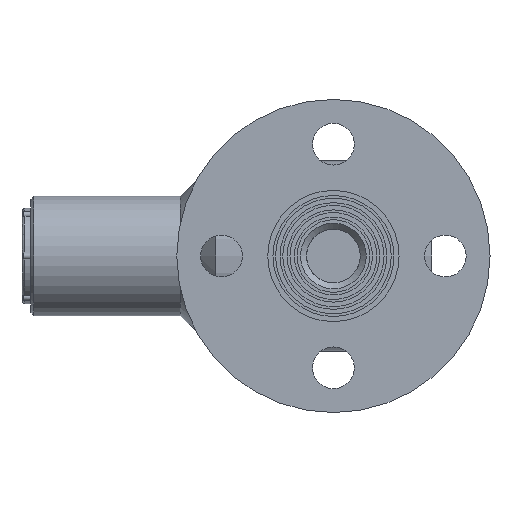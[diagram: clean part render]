
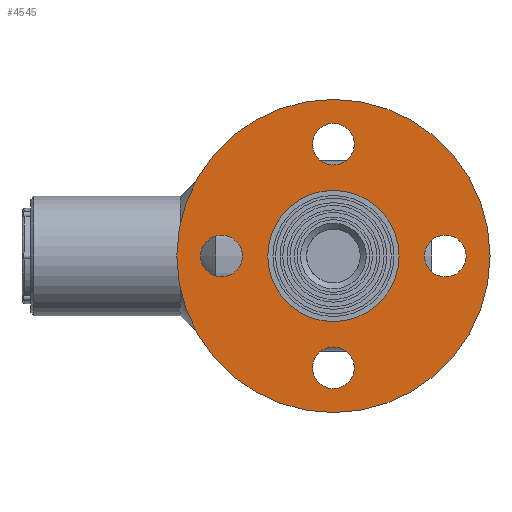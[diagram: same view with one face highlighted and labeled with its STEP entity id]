
A CAD part, left-side view. The second image highlights one B-rep face of the part: STEP entity #4545.
In plain terms, the highlighted face is planar.
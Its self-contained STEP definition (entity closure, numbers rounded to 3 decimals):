
#222 = CARTESIAN_POINT ( 'NONE',  ( 0., 0., 0. ) ) ;
#246 = FACE_BOUND ( 'NONE', #3815, .T. ) ;
#301 = EDGE_LOOP ( 'NONE', ( #3481 ) ) ;
#338 = CARTESIAN_POINT ( 'NONE',  ( 0., 0., 0. ) ) ;
#493 = DIRECTION ( 'NONE',  ( 1., 0., 0. ) ) ;
#600 = VERTEX_POINT ( 'NONE', #926 ) ;
#634 = AXIS2_PLACEMENT_3D ( 'NONE', #338, #2882, #1754 ) ;
#645 = ORIENTED_EDGE ( 'NONE', *, *, #2779, .T. ) ;
#812 = CARTESIAN_POINT ( 'NONE',  ( 18.25, 0., 0. ) ) ;
#856 = CIRCLE ( 'NONE', #634, 52.5 ) ;
#926 = CARTESIAN_POINT ( 'NONE',  ( 44.5, 0., 0. ) ) ;
#979 = PLANE ( 'NONE',  #4127 ) ;
#1070 = CIRCLE ( 'NONE', #2734, 18.25 ) ;
#1270 = CARTESIAN_POINT ( 'NONE',  ( -30.5, 0., 0. ) ) ;
#1295 = VERTEX_POINT ( 'NONE', #2741 ) ;
#1316 = CARTESIAN_POINT ( 'NONE',  ( 52.5, 0., 0. ) ) ;
#1319 = DIRECTION ( 'NONE',  ( 1., 0., 0. ) ) ;
#1326 = FACE_BOUND ( 'NONE', #3578, .T. ) ;
#1384 = EDGE_LOOP ( 'NONE', ( #2157 ) ) ;
#1404 = DIRECTION ( 'NONE',  ( 1., 0., 0. ) ) ;
#1444 = AXIS2_PLACEMENT_3D ( 'NONE', #3704, #1583, #493 ) ;
#1486 = EDGE_LOOP ( 'NONE', ( #645 ) ) ;
#1583 = DIRECTION ( 'NONE',  ( 0., 0., 1. ) ) ;
#1655 = ORIENTED_EDGE ( 'NONE', *, *, #3502, .T. ) ;
#1662 = FACE_OUTER_BOUND ( 'NONE', #301, .T. ) ;
#1671 = AXIS2_PLACEMENT_3D ( 'NONE', #2240, #3371, #2264 ) ;
#1705 = FACE_BOUND ( 'NONE', #3902, .T. ) ;
#1753 = CIRCLE ( 'NONE', #1828, 7. ) ;
#1754 = DIRECTION ( 'NONE',  ( 1., 0., 0. ) ) ;
#1828 = AXIS2_PLACEMENT_3D ( 'NONE', #3819, #2717, #1319 ) ;
#1925 = DIRECTION ( 'NONE',  ( 0., 0., 1. ) ) ;
#2157 = ORIENTED_EDGE ( 'NONE', *, *, #3014, .T. ) ;
#2202 = CIRCLE ( 'NONE', #2961, 7. ) ;
#2240 = CARTESIAN_POINT ( 'NONE',  ( -37.5, 0., 0. ) ) ;
#2264 = DIRECTION ( 'NONE',  ( 1., 0., 0. ) ) ;
#2349 = FACE_BOUND ( 'NONE', #1384, .T. ) ;
#2395 = FACE_BOUND ( 'NONE', #1486, .T. ) ;
#2516 = CARTESIAN_POINT ( 'NONE',  ( 0., -37.5, 0. ) ) ;
#2717 = DIRECTION ( 'NONE',  ( 0., 0., 1. ) ) ;
#2734 = AXIS2_PLACEMENT_3D ( 'NONE', #3285, #1925, #4410 ) ;
#2741 = CARTESIAN_POINT ( 'NONE',  ( 7., 37.5, 0. ) ) ;
#2752 = DIRECTION ( 'NONE',  ( 0., 0., 1. ) ) ;
#2779 = EDGE_CURVE ( 'NONE', #4375, #4375, #1070, .T. ) ;
#2882 = DIRECTION ( 'NONE',  ( 0., 0., 1. ) ) ;
#2961 = AXIS2_PLACEMENT_3D ( 'NONE', #2516, #3618, #1404 ) ;
#3014 = EDGE_CURVE ( 'NONE', #3439, #3439, #4221, .T. ) ;
#3042 = VERTEX_POINT ( 'NONE', #1316 ) ;
#3100 = DIRECTION ( 'NONE',  ( 1., 0., 0. ) ) ;
#3105 = CIRCLE ( 'NONE', #1444, 7. ) ;
#3124 = EDGE_CURVE ( 'NONE', #1295, #1295, #3105, .T. ) ;
#3285 = CARTESIAN_POINT ( 'NONE',  ( 0., 0., 0. ) ) ;
#3358 = EDGE_CURVE ( 'NONE', #600, #600, #1753, .T. ) ;
#3371 = DIRECTION ( 'NONE',  ( 0., 0., 1. ) ) ;
#3394 = CARTESIAN_POINT ( 'NONE',  ( 7., -37.5, 0. ) ) ;
#3439 = VERTEX_POINT ( 'NONE', #1270 ) ;
#3481 = ORIENTED_EDGE ( 'NONE', *, *, #3732, .F. ) ;
#3502 = EDGE_CURVE ( 'NONE', #4509, #4509, #2202, .T. ) ;
#3578 = EDGE_LOOP ( 'NONE', ( #4147 ) ) ;
#3618 = DIRECTION ( 'NONE',  ( 0., 0., 1. ) ) ;
#3704 = CARTESIAN_POINT ( 'NONE',  ( 0., 37.5, 0. ) ) ;
#3732 = EDGE_CURVE ( 'NONE', #3042, #3042, #856, .T. ) ;
#3815 = EDGE_LOOP ( 'NONE', ( #1655 ) ) ;
#3819 = CARTESIAN_POINT ( 'NONE',  ( 37.5, 0., 0. ) ) ;
#3902 = EDGE_LOOP ( 'NONE', ( #4550 ) ) ;
#4127 = AXIS2_PLACEMENT_3D ( 'NONE', #222, #2752, #3100 ) ;
#4147 = ORIENTED_EDGE ( 'NONE', *, *, #3124, .T. ) ;
#4221 = CIRCLE ( 'NONE', #1671, 7. ) ;
#4375 = VERTEX_POINT ( 'NONE', #812 ) ;
#4410 = DIRECTION ( 'NONE',  ( 1., 0., 0. ) ) ;
#4509 = VERTEX_POINT ( 'NONE', #3394 ) ;
#4545 = ADVANCED_FACE ( 'NONE', ( #2349, #1326, #1705, #246, #1662, #2395 ), #979, .F. ) ;
#4550 = ORIENTED_EDGE ( 'NONE', *, *, #3358, .T. ) ;
